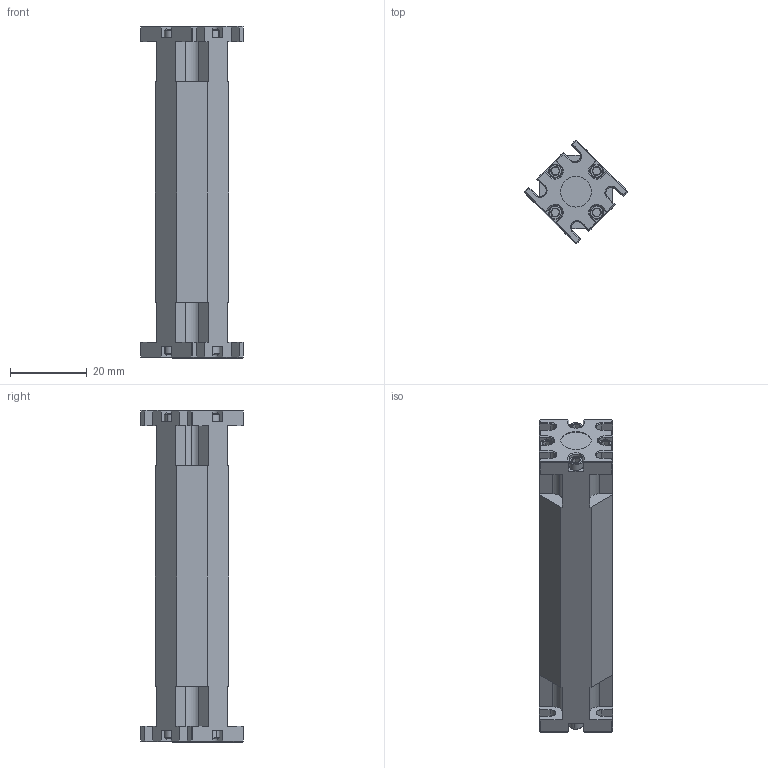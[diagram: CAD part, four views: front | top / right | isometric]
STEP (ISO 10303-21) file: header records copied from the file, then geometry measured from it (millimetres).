
FILE_DESCRIPTION (( 'STEP AP203' ), '1' );
FILE_NAME ('AS-FAF-315.STEP', '2023-08-24T19:39:31', ( '' ), ( '' ), 'SwSTEP 2.0', 'SolidWorks 2021', '' );
FILE_SCHEMA (( 'CONFIG_CONTROL_DESIGN' ));
Length unit declared in the file: inch
Products named in the file (1): AS-FAF-315
Bounding box: 26.58 x 26.58 x 86.36 mm (x, y, z)
Volume: 24328.6 mm3; surface area: 7336.5 mm2
Topology: 1 solids, 1 shells, 394 faces, 898 edges, 524 vertices
Faces by surface type: plane 228, cone 112, cylinder 54
Entity records: 11029 total; most frequent: CARTESIAN_POINT 2129, DIRECTION 1852, ORIENTED_EDGE 1796, EDGE_CURVE 898, VECTOR 622, LINE 622, AXIS2_PLACEMENT_3D 615, VERTEX_POINT 524
